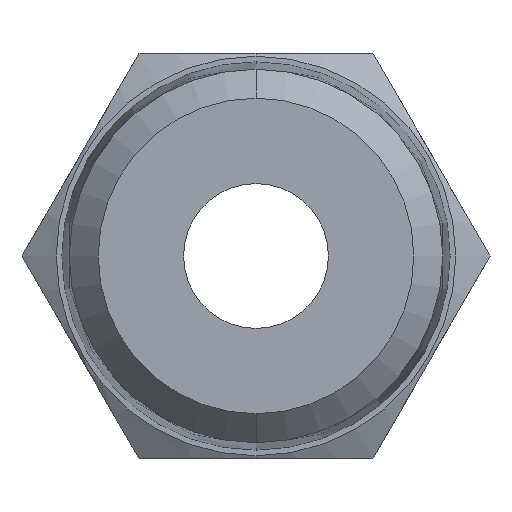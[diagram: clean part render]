
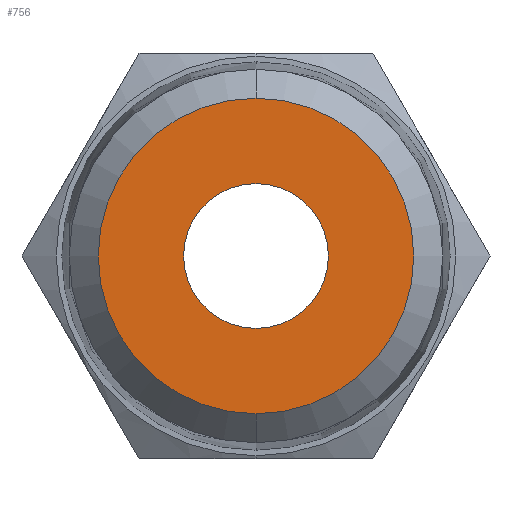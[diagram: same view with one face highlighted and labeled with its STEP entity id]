
A CAD part, front view. The second image highlights one B-rep face of the part: STEP entity #756.
In plain terms, the highlighted planar face has unit normal (0, -1, 0).
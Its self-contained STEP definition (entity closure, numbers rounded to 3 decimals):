
#59 = DIRECTION ( 'NONE',  ( 0., 0., -1. ) ) ;
#85 = DIRECTION ( 'NONE',  ( 0., 0., -1. ) ) ;
#114 = DIRECTION ( 'NONE',  ( 0., -1., 0. ) ) ;
#118 = CARTESIAN_POINT ( 'NONE',  ( 0., 0., 0. ) ) ;
#122 = CARTESIAN_POINT ( 'NONE',  ( 0., 0., 0. ) ) ;
#162 = DIRECTION ( 'NONE',  ( 0., -1., 0. ) ) ;
#193 = EDGE_CURVE ( 'NONE', #1561, #1557, #537, .T. ) ;
#195 = EDGE_CURVE ( 'NONE', #1557, #1561, #536, .T. ) ;
#273 = AXIS2_PLACEMENT_3D ( 'NONE', #664, #665, #666 ) ;
#294 = AXIS2_PLACEMENT_3D ( 'NONE', #654, #655, #656 ) ;
#343 = CIRCLE ( 'NONE', #294, 5.45 ) ;
#499 = CARTESIAN_POINT ( 'NONE',  ( 0., 0., -5.45 ) ) ;
#500 = CARTESIAN_POINT ( 'NONE',  ( 0., 0., 5.45 ) ) ;
#516 = CARTESIAN_POINT ( 'NONE',  ( 0., 0., -2.5 ) ) ;
#520 = CARTESIAN_POINT ( 'NONE',  ( 0., 0., 2.5 ) ) ;
#532 = AXIS2_PLACEMENT_3D ( 'NONE', #122, #162, #85 ) ;
#536 = CIRCLE ( 'NONE', #532, 2.5 ) ;
#537 = CIRCLE ( 'NONE', #538, 2.5 ) ;
#538 = AXIS2_PLACEMENT_3D ( 'NONE', #118, #114, #59 ) ;
#654 = CARTESIAN_POINT ( 'NONE',  ( 0., 0., 0. ) ) ;
#655 = DIRECTION ( 'NONE',  ( 0., -1., 0. ) ) ;
#656 = DIRECTION ( 'NONE',  ( 0., 0., -1. ) ) ;
#663 = PLANE ( 'NONE',  #273 ) ;
#664 = CARTESIAN_POINT ( 'NONE',  ( 6.9, 0., 0. ) ) ;
#665 = DIRECTION ( 'NONE',  ( 0., -1., 0. ) ) ;
#666 = DIRECTION ( 'NONE',  ( 0., 0., -1. ) ) ;
#722 = EDGE_CURVE ( 'NONE', #801, #802, #1118, .T. ) ;
#753 = EDGE_CURVE ( 'NONE', #802, #801, #343, .T. ) ;
#756 = ADVANCED_FACE ( 'NONE', ( #1186, #1187 ), #663, .T. ) ;
#801 = VERTEX_POINT ( 'NONE', #499 ) ;
#802 = VERTEX_POINT ( 'NONE', #500 ) ;
#851 = ORIENTED_EDGE ( 'NONE', *, *, #195, .F. ) ;
#852 = ORIENTED_EDGE ( 'NONE', *, *, #753, .T. ) ;
#854 = ORIENTED_EDGE ( 'NONE', *, *, #722, .T. ) ;
#856 = ORIENTED_EDGE ( 'NONE', *, *, #193, .F. ) ;
#933 = EDGE_LOOP ( 'NONE', ( #852, #854 ) ) ;
#955 = EDGE_LOOP ( 'NONE', ( #851, #856 ) ) ;
#1110 = AXIS2_PLACEMENT_3D ( 'NONE', #1498, #1499, #1500 ) ;
#1118 = CIRCLE ( 'NONE', #1110, 5.45 ) ;
#1186 = FACE_OUTER_BOUND ( 'NONE', #933, .T. ) ;
#1187 = FACE_BOUND ( 'NONE', #955, .T. ) ;
#1498 = CARTESIAN_POINT ( 'NONE',  ( 0., 0., 0. ) ) ;
#1499 = DIRECTION ( 'NONE',  ( 0., -1., 0. ) ) ;
#1500 = DIRECTION ( 'NONE',  ( 0., 0., -1. ) ) ;
#1557 = VERTEX_POINT ( 'NONE', #516 ) ;
#1561 = VERTEX_POINT ( 'NONE', #520 ) ;
